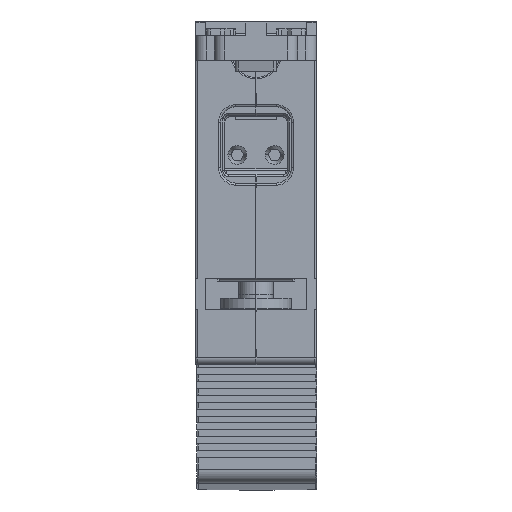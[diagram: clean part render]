
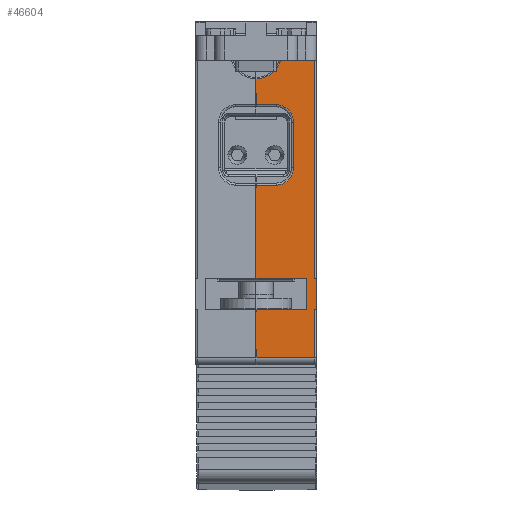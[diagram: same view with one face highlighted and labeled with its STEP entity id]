
A CAD part, left-side view. The second image highlights one B-rep face of the part: STEP entity #46604.
In plain terms, the highlighted planar face has unit normal (1, 0, 0).
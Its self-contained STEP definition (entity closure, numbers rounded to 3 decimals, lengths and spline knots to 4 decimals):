
#35104=DIRECTION('',(0.,0.,1.));
#35105=VECTOR('',#35104,0.5295);
#35106=CARTESIAN_POINT('',(-1.6339,0.3701,
0.4921));
#35107=LINE('',#35106,#35105);
#35521=DIRECTION('',(0.,0.,1.));
#35522=VECTOR('',#35521,0.1476);
#35523=CARTESIAN_POINT('',(-1.6339,0.3701,
1.4783));
#35524=LINE('',#35523,#35522);
#36279=DIRECTION('',(0.,-1.,0.));
#36280=VECTOR('',#36279,0.1142);
#36281=CARTESIAN_POINT('',(-1.6339,0.3701,
1.0217));
#36282=LINE('',#36281,#36280);
#36287=CARTESIAN_POINT('',(-1.6339,0.3701,
1.7717));
#36288=DIRECTION('',(1.,0.,0.));
#36289=DIRECTION('',(0.,-0.963,-0.27));
#36290=AXIS2_PLACEMENT_3D('',#36287,#36288,#36289);
#36292=CARTESIAN_POINT('',(-1.6339,0.2559,
1.3799));
#36293=DIRECTION('',(1.,0.,0.));
#36294=DIRECTION('',(0.,0.,1.));
#36295=AXIS2_PLACEMENT_3D('',#36292,#36293,#36294);
#36297=CARTESIAN_POINT('',(-1.6339,0.2559,
1.1201));
#36298=DIRECTION('',(1.,0.,0.));
#36299=DIRECTION('',(0.,-1.,0.));
#36300=AXIS2_PLACEMENT_3D('',#36297,#36298,#36299);
#36302=DIRECTION('',(0.,1.,0.));
#36303=VECTOR('',#36302,0.2874);
#36304=CARTESIAN_POINT('',(-1.6339,0.0827,
0.315));
#36305=LINE('',#36304,#36303);
#36306=DIRECTION('',(0.,0.,-1.));
#36307=VECTOR('',#36306,0.2756);
#36308=CARTESIAN_POINT('',(-1.6339,0.3701,
0.315));
#36309=LINE('',#36308,#36307);
#36310=DIRECTION('',(0.,-1.,0.));
#36311=VECTOR('',#36310,0.0118);
#36312=CARTESIAN_POINT('',(-1.6339,0.0374,
0.315));
#36313=LINE('',#36312,#36311);
#36314=DIRECTION('',(0.,0.,1.));
#36315=VECTOR('',#36314,0.1772);
#36316=CARTESIAN_POINT('',(-1.6339,0.0256,
0.315));
#36317=LINE('',#36316,#36315);
#36322=DIRECTION('',(0.,0.,-1.));
#36323=VECTOR('',#36322,1.2402);
#36324=CARTESIAN_POINT('',(-1.6339,0.0374,
1.7323));
#36325=LINE('',#36324,#36323);
#36331=DIRECTION('',(0.,-1.,0.));
#36332=VECTOR('',#36331,0.0118);
#36333=CARTESIAN_POINT('',(-1.6339,0.0374,
0.4921));
#36334=LINE('',#36333,#36332);
#36464=DIRECTION('',(0.,0.,-1.));
#36465=VECTOR('',#36464,0.2756);
#36466=CARTESIAN_POINT('',(-1.6339,0.0374,
0.315));
#36467=LINE('',#36466,#36465);
#36496=DIRECTION('',(0.,1.,0.));
#36497=VECTOR('',#36496,0.3327);
#36498=CARTESIAN_POINT('',(-1.6339,0.0374,
0.0394));
#36499=LINE('',#36498,#36497);
#41923=DIRECTION('',(0.,-1.,0.));
#41924=VECTOR('',#41923,0.1924);
#41925=CARTESIAN_POINT('',(-1.6339,0.2298,
1.7323));
#41926=LINE('',#41925,#41924);
#42124=DIRECTION('',(0.,0.,1.));
#42125=VECTOR('',#42124,0.1772);
#42126=CARTESIAN_POINT('',(-1.6339,0.0827,
0.315));
#42127=LINE('',#42126,#42125);
#42132=DIRECTION('',(0.,1.,0.));
#42133=VECTOR('',#42132,0.2874);
#42134=CARTESIAN_POINT('',(-1.6339,0.0827,
0.4921));
#42135=LINE('',#42134,#42133);
#42566=DIRECTION('',(0.,1.,0.));
#42567=VECTOR('',#42566,0.1142);
#42568=CARTESIAN_POINT('',(-1.6339,0.2559,
1.4783));
#42569=LINE('',#42568,#42567);
#42584=DIRECTION('',(0.,0.,1.));
#42585=VECTOR('',#42584,0.2598);
#42586=CARTESIAN_POINT('',(-1.6339,0.1575,
1.1201));
#42587=LINE('',#42586,#42585);
#43134=CARTESIAN_POINT('',(-1.6339,0.3701,
0.4921));
#43135=VERTEX_POINT('',#43134);
#43136=CARTESIAN_POINT('',(-1.6339,0.3701,
1.0217));
#43137=VERTEX_POINT('',#43136);
#43370=CARTESIAN_POINT('',(-1.6339,0.3701,
1.4783));
#43371=VERTEX_POINT('',#43370);
#43372=CARTESIAN_POINT('',(-1.6339,0.3701,
1.626));
#43373=VERTEX_POINT('',#43372);
#43589=CARTESIAN_POINT('',(-1.6339,0.2559,
1.0217));
#43590=VERTEX_POINT('',#43589);
#43591=CARTESIAN_POINT('',(-1.6339,0.0374,
1.7323));
#43592=CARTESIAN_POINT('',(-1.6339,0.0374,
0.4921));
#43593=VERTEX_POINT('',#43591);
#43594=VERTEX_POINT('',#43592);
#43595=CARTESIAN_POINT('',(-1.6339,0.2298,
1.7323));
#43596=VERTEX_POINT('',#43595);
#43597=CARTESIAN_POINT('',(-1.6339,0.2559,
1.4783));
#43598=VERTEX_POINT('',#43597);
#43599=CARTESIAN_POINT('',(-1.6339,0.1575,
1.3799));
#43600=VERTEX_POINT('',#43599);
#43601=CARTESIAN_POINT('',(-1.6339,0.1575,
1.1201));
#43602=VERTEX_POINT('',#43601);
#43603=CARTESIAN_POINT('',(-1.6339,0.0827,
0.4921));
#43604=VERTEX_POINT('',#43603);
#43605=CARTESIAN_POINT('',(-1.6339,0.0827,
0.315));
#43606=VERTEX_POINT('',#43605);
#43607=CARTESIAN_POINT('',(-1.6339,0.3701,
0.315));
#43608=VERTEX_POINT('',#43607);
#43609=CARTESIAN_POINT('',(-1.6339,0.3701,
0.0394));
#43610=VERTEX_POINT('',#43609);
#43611=CARTESIAN_POINT('',(-1.6339,0.0374,
0.0394));
#43612=VERTEX_POINT('',#43611);
#43613=CARTESIAN_POINT('',(-1.6339,0.0374,
0.315));
#43614=VERTEX_POINT('',#43613);
#43615=CARTESIAN_POINT('',(-1.6339,0.0256,
0.315));
#43616=VERTEX_POINT('',#43615);
#43617=CARTESIAN_POINT('',(-1.6339,0.0256,
0.4921));
#43618=VERTEX_POINT('',#43617);
#46562=CARTESIAN_POINT('',(-1.6339,0.1978,
0.8858));
#46563=DIRECTION('',(1.,0.,0.));
#46564=DIRECTION('',(0.,0.,-1.));
#46565=AXIS2_PLACEMENT_3D('',#46562,#46563,#46564);
#46566=PLANE('',#46565);
#46568=ORIENTED_EDGE('',*,*,#46567,.F.);
#46570=ORIENTED_EDGE('',*,*,#46569,.F.);
#46572=ORIENTED_EDGE('',*,*,#46571,.T.);
#46573=ORIENTED_EDGE('',*,*,#45498,.F.);
#46575=ORIENTED_EDGE('',*,*,#46574,.F.);
#46577=ORIENTED_EDGE('',*,*,#46576,.T.);
#46579=ORIENTED_EDGE('',*,*,#46578,.F.);
#46581=ORIENTED_EDGE('',*,*,#46580,.T.);
#46582=ORIENTED_EDGE('',*,*,#46553,.F.);
#46583=ORIENTED_EDGE('',*,*,#44992,.F.);
#46585=ORIENTED_EDGE('',*,*,#46584,.F.);
#46587=ORIENTED_EDGE('',*,*,#46586,.F.);
#46589=ORIENTED_EDGE('',*,*,#46588,.T.);
#46591=ORIENTED_EDGE('',*,*,#46590,.T.);
#46593=ORIENTED_EDGE('',*,*,#46592,.F.);
#46595=ORIENTED_EDGE('',*,*,#46594,.F.);
#46597=ORIENTED_EDGE('',*,*,#46596,.T.);
#46599=ORIENTED_EDGE('',*,*,#46598,.T.);
#46601=ORIENTED_EDGE('',*,*,#46600,.F.);
#46602=EDGE_LOOP('',(#46568,#46570,#46572,#46573,#46575,#46577,#46579,#46581,
#46582,#46583,#46585,#46587,#46589,#46591,#46593,#46595,#46597,#46599,#46601));
#46603=FACE_OUTER_BOUND('',#46602,.F.);
#46604=ADVANCED_FACE('',(#46603),#46566,.T.);
#36291=CIRCLE('',#36290,0.1457);
#36296=CIRCLE('',#36295,0.0984);
#36301=CIRCLE('',#36300,0.0984);
#44992=EDGE_CURVE('',#43135,#43137,#35107,.T.);
#45498=EDGE_CURVE('',#43371,#43373,#35524,.T.);
#46553=EDGE_CURVE('',#43137,#43590,#36282,.T.);
#46567=EDGE_CURVE('',#43593,#43594,#36325,.T.);
#46569=EDGE_CURVE('',#43596,#43593,#41926,.T.);
#46571=EDGE_CURVE('',#43596,#43373,#36291,.T.);
#46574=EDGE_CURVE('',#43598,#43371,#42569,.T.);
#46576=EDGE_CURVE('',#43598,#43600,#36296,.T.);
#46578=EDGE_CURVE('',#43602,#43600,#42587,.T.);
#46580=EDGE_CURVE('',#43602,#43590,#36301,.T.);
#46584=EDGE_CURVE('',#43604,#43135,#42135,.T.);
#46586=EDGE_CURVE('',#43606,#43604,#42127,.T.);
#46588=EDGE_CURVE('',#43606,#43608,#36305,.T.);
#46590=EDGE_CURVE('',#43608,#43610,#36309,.T.);
#46592=EDGE_CURVE('',#43612,#43610,#36499,.T.);
#46594=EDGE_CURVE('',#43614,#43612,#36467,.T.);
#46596=EDGE_CURVE('',#43614,#43616,#36313,.T.);
#46598=EDGE_CURVE('',#43616,#43618,#36317,.T.);
#46600=EDGE_CURVE('',#43594,#43618,#36334,.T.);
